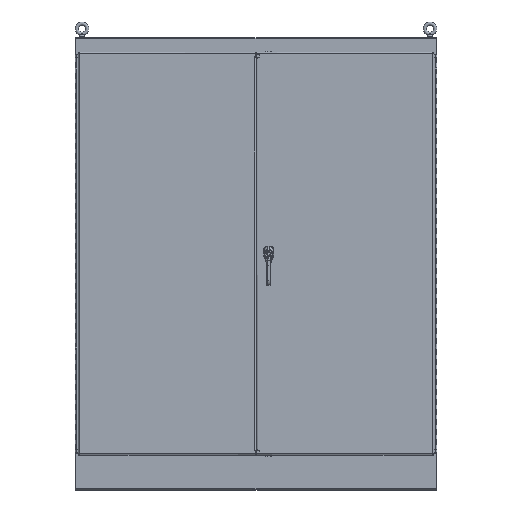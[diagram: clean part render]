
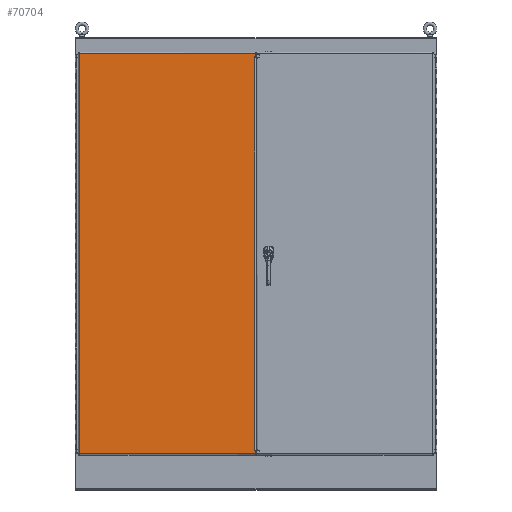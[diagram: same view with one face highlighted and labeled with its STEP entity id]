
A CAD part, top view. The second image highlights one B-rep face of the part: STEP entity #70704.
In plain terms, the highlighted face is planar.
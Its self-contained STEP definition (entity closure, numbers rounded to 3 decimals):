
#12476=PLANE('',#75286);
#14821=LINE('',#103402,#20286);
#14824=LINE('',#103412,#20289);
#14827=LINE('',#103419,#20292);
#14831=LINE('',#103426,#20296);
#14833=LINE('',#103430,#20298);
#14834=LINE('',#103432,#20299);
#14835=LINE('',#103434,#20300);
#14836=LINE('',#103436,#20301);
#14837=LINE('',#103438,#20302);
#14838=LINE('',#103440,#20303);
#14839=LINE('',#103442,#20304);
#14840=LINE('',#103443,#20305);
#20286=VECTOR('',#84630,0.394);
#20289=VECTOR('',#84643,0.394);
#20292=VECTOR('',#84648,0.394);
#20296=VECTOR('',#84654,0.394);
#20298=VECTOR('',#84658,0.394);
#20299=VECTOR('',#84659,0.394);
#20300=VECTOR('',#84660,0.394);
#20301=VECTOR('',#84661,0.394);
#20302=VECTOR('',#84662,0.394);
#20303=VECTOR('',#84663,0.394);
#20304=VECTOR('',#84664,0.394);
#20305=VECTOR('',#84665,0.394);
#25051=FACE_OUTER_BOUND('',#28170,.T.);
#28170=EDGE_LOOP('',(#58769,#58770,#58771,#58772,#58773,#58774,#58775,#58776,
#58777,#58778,#58779,#58780));
#35469=VERTEX_POINT('',#103389);
#35470=VERTEX_POINT('',#103401);
#35472=VERTEX_POINT('',#103411);
#35474=VERTEX_POINT('',#103417);
#35475=VERTEX_POINT('',#103418);
#35478=VERTEX_POINT('',#103429);
#35479=VERTEX_POINT('',#103431);
#35480=VERTEX_POINT('',#103433);
#35481=VERTEX_POINT('',#103435);
#35482=VERTEX_POINT('',#103437);
#35483=VERTEX_POINT('',#103439);
#35484=VERTEX_POINT('',#103441);
#45666=EDGE_CURVE('',#35470,#35469,#14821,.T.);
#45671=EDGE_CURVE('',#35472,#35470,#14824,.T.);
#45674=EDGE_CURVE('',#35474,#35475,#14827,.T.);
#45678=EDGE_CURVE('',#35475,#35472,#14831,.T.);
#45680=EDGE_CURVE('',#35469,#35478,#14833,.T.);
#45681=EDGE_CURVE('',#35478,#35479,#14834,.T.);
#45682=EDGE_CURVE('',#35479,#35480,#14835,.T.);
#45683=EDGE_CURVE('',#35480,#35481,#14836,.T.);
#45684=EDGE_CURVE('',#35481,#35482,#14837,.T.);
#45685=EDGE_CURVE('',#35482,#35483,#14838,.T.);
#45686=EDGE_CURVE('',#35483,#35484,#14839,.T.);
#45687=EDGE_CURVE('',#35484,#35474,#14840,.T.);
#58769=ORIENTED_EDGE('',*,*,#45674,.T.);
#58770=ORIENTED_EDGE('',*,*,#45678,.T.);
#58771=ORIENTED_EDGE('',*,*,#45671,.T.);
#58772=ORIENTED_EDGE('',*,*,#45666,.T.);
#58773=ORIENTED_EDGE('',*,*,#45680,.T.);
#58774=ORIENTED_EDGE('',*,*,#45681,.T.);
#58775=ORIENTED_EDGE('',*,*,#45682,.T.);
#58776=ORIENTED_EDGE('',*,*,#45683,.T.);
#58777=ORIENTED_EDGE('',*,*,#45684,.T.);
#58778=ORIENTED_EDGE('',*,*,#45685,.T.);
#58779=ORIENTED_EDGE('',*,*,#45686,.T.);
#58780=ORIENTED_EDGE('',*,*,#45687,.T.);
#70704=ADVANCED_FACE('',(#25051),#12476,.F.);
#75286=AXIS2_PLACEMENT_3D('',#103428,#84656,#84657);
#84630=DIRECTION('',(0.,-1.,0.));
#84643=DIRECTION('',(1.,0.,0.));
#84648=DIRECTION('',(-1.,0.,0.));
#84654=DIRECTION('',(0.,-1.,0.));
#84656=DIRECTION('center_axis',(0.,0.,1.));
#84657=DIRECTION('ref_axis',(1.,0.,0.));
#84658=DIRECTION('',(-1.,0.,0.));
#84659=DIRECTION('',(0.,-1.,0.));
#84660=DIRECTION('',(1.,0.,0.));
#84661=DIRECTION('',(0.,-1.,0.));
#84662=DIRECTION('',(-1.,0.,0.));
#84663=DIRECTION('',(0.,1.,0.));
#84664=DIRECTION('',(1.,0.,0.));
#84665=DIRECTION('',(0.,-1.,0.));
#103389=CARTESIAN_POINT('',(17.563,-39.219,0.));
#103401=CARTESIAN_POINT('',(17.563,39.219,0.));
#103402=CARTESIAN_POINT('',(17.563,19.609,0.));
#103411=CARTESIAN_POINT('',(17.562,39.219,0.));
#103412=CARTESIAN_POINT('',(8.781,39.219,0.));
#103417=CARTESIAN_POINT('',(17.656,39.219,0.));
#103418=CARTESIAN_POINT('',(17.562,39.219,0.));
#103419=CARTESIAN_POINT('',(8.828,39.219,0.));
#103426=CARTESIAN_POINT('',(17.562,19.609,0.));
#103428=CARTESIAN_POINT('Origin',(0.,0.,0.));
#103429=CARTESIAN_POINT('',(17.562,-39.219,0.));
#103430=CARTESIAN_POINT('',(8.828,-39.219,0.));
#103431=CARTESIAN_POINT('',(17.562,-39.219,0.));
#103432=CARTESIAN_POINT('',(17.562,-19.609,0.));
#103433=CARTESIAN_POINT('',(17.656,-39.219,0.));
#103434=CARTESIAN_POINT('',(8.781,-39.219,0.));
#103435=CARTESIAN_POINT('',(17.656,-39.897,0.));
#103436=CARTESIAN_POINT('',(17.656,40.125,0.));
#103437=CARTESIAN_POINT('',(-17.429,-39.897,0.));
#103438=CARTESIAN_POINT('',(8.828,-39.897,0.));
#103439=CARTESIAN_POINT('',(-17.429,39.897,0.));
#103440=CARTESIAN_POINT('',(-17.429,-19.949,0.));
#103441=CARTESIAN_POINT('',(17.656,39.897,0.));
#103442=CARTESIAN_POINT('',(-8.828,39.897,0.));
#103443=CARTESIAN_POINT('',(17.656,40.125,0.));
